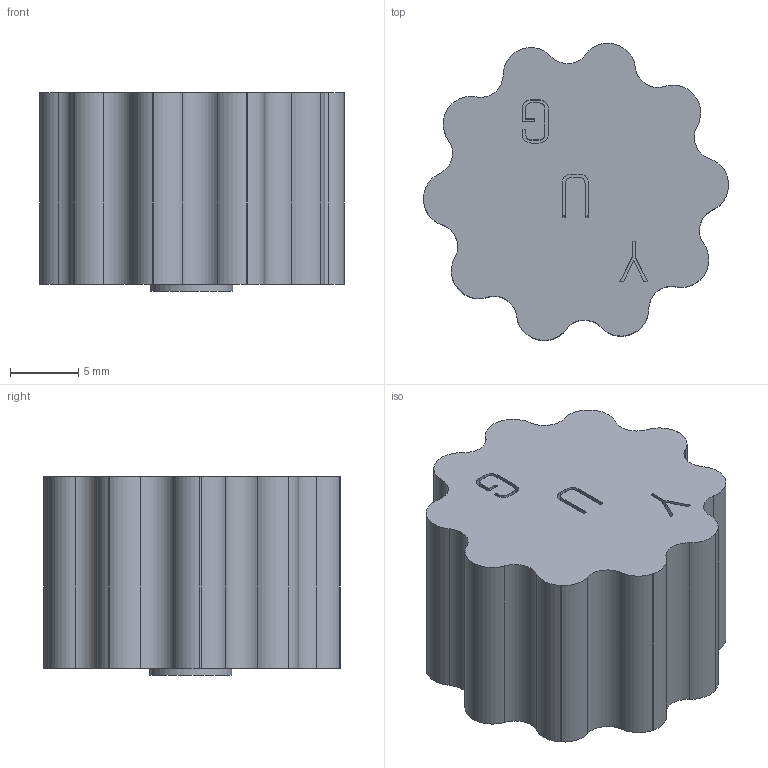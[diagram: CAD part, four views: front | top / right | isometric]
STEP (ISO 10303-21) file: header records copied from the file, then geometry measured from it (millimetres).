
FILE_DESCRIPTION(/* description */ ('STEP AP242 Edition 2','CAx-IF Rec.Pracs.---Representation and Presentation of Product Manufacturing Information (PMI)---4.0---2014-10-13','CAx-IF Rec.Pracs.---3D Tessellated Geometry---0.4---2014-09-14','2;1','CAx-IF Rec.Pracs.---User Defined Attributes---1.5---2016-08-15'),/* implementation_level */ '2;1');
FILE_NAME(/* name */ '694f1d55de2ab43e5c5a072e',/* time_stamp */ '2025-12-26T23:42:14Z',/* author */ (''),/* organization */ (''),/* preprocessor_version */ 'ST-DEVELOPER v20',/* originating_system */ 'ONSHAPE BY PTC INC, 1.208',/* authorisation */ ' ');
FILE_SCHEMA (('AP242_MANAGED_MODEL_BASED_3D_ENGINEERING_MIM_LF { 1 0 10303 442 3 1 4 }'));
Length unit declared in the file: metre
Products named in the file (2): Part 2; ROTARY_ENCODER_EC11~SW-TH_EC11XXXXXXXX-L11.7-W12.0-H24.5-P2.5-LS14.5~
dlTf
Bounding box: 22.3 x 21.72 x 14.54 mm (x, y, z)
Volume: 4677.1 mm3; surface area: 2617.9 mm2
Topology: 2 solids, 2 shells, 127 faces, 357 edges, 238 vertices
Faces by surface type: cylinder 47, plane 43, bspline 36, cone 1
Full cylindrical faces by diameter (mm): 6 x1, 6.544 x1
Entity records: 4329 total; most frequent: CARTESIAN_POINT 1122, ORIENTED_EDGE 708, DIRECTION 562, EDGE_CURVE 354, VERTEX_POINT 237, AXIS2_PLACEMENT_3D 189, LINE 184, VECTOR 184
